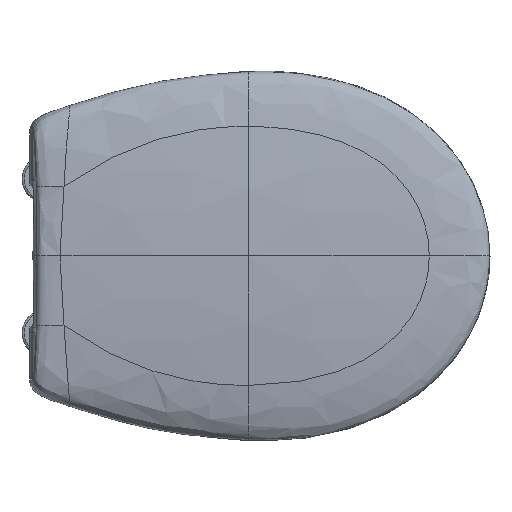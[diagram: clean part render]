
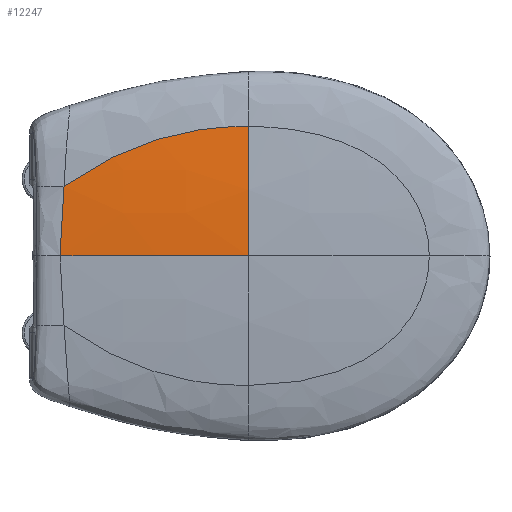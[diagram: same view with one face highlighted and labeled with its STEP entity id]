
A CAD part, top view. The second image highlights one B-rep face of the part: STEP entity #12247.
In plain terms, the highlighted free-form (B-spline) face has degree [3, 3] with [4, 4] control points.
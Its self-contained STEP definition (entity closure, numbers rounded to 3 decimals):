
#66=B_SPLINE_SURFACE_WITH_KNOTS('',3,3,((#24224,#24225,#24226,#24227),(#24228,
#24229,#24230,#24231),(#24232,#24233,#24234,#24235),(#24236,#24237,#24238,
#24239)),.UNSPECIFIED.,.F.,.F.,.F.,(4,4),(4,4),(0.,0.792),(0.,
0.879),.PIECEWISE_BEZIER_KNOTS.);
#1032=B_SPLINE_CURVE_WITH_KNOTS('',3,(#23641,#23642,#23643,#23644),
 .UNSPECIFIED.,.F.,.F.,(4,4),(0.,1.),.UNSPECIFIED.);
#1039=B_SPLINE_CURVE_WITH_KNOTS('',3,(#23824,#23825,#23826,#23827,#23828,
#23829,#23830),.UNSPECIFIED.,.F.,.F.,(4,1,1,1,4),(0.,0.25,0.5,0.75,1.),
 .UNSPECIFIED.);
#1053=B_SPLINE_CURVE_WITH_KNOTS('',3,(#24240,#24241,#24242,#24243),
 .UNSPECIFIED.,.F.,.F.,(4,4),(0.,1.),.UNSPECIFIED.);
#1054=B_SPLINE_CURVE_WITH_KNOTS('',3,(#24245,#24246,#24247,#24248),
 .UNSPECIFIED.,.F.,.F.,(4,4),(0.,1.),.UNSPECIFIED.);
#4727=ORIENTED_EDGE('',*,*,#7637,.T.);
#4728=ORIENTED_EDGE('',*,*,#7644,.T.);
#4729=ORIENTED_EDGE('',*,*,#7658,.F.);
#4730=ORIENTED_EDGE('',*,*,#7659,.F.);
#7637=EDGE_CURVE('',#9393,#9394,#1032,.F.);
#7644=EDGE_CURVE('',#9394,#9399,#1039,.F.);
#7658=EDGE_CURVE('',#9409,#9399,#1053,.F.);
#7659=EDGE_CURVE('',#9393,#9409,#1054,.F.);
#9393=VERTEX_POINT('',#23645);
#9394=VERTEX_POINT('',#23646);
#9399=VERTEX_POINT('',#23822);
#9409=VERTEX_POINT('',#24244);
#10643=EDGE_LOOP('',(#4727,#4728,#4729,#4730));
#11417=FACE_BOUND('',#10643,.T.);
#12247=ADVANCED_FACE('',(#11417),#66,.T.);
#23641=CARTESIAN_POINT('',(198.725,126.918,20.661));
#23642=CARTESIAN_POINT('',(198.725,84.612,26.171));
#23643=CARTESIAN_POINT('',(198.725,42.306,28.571));
#23644=CARTESIAN_POINT('',(198.725,0.,28.571));
#23645=CARTESIAN_POINT('',(198.725,0.,28.571));
#23646=CARTESIAN_POINT('',(198.725,126.918,20.661));
#23822=CARTESIAN_POINT('',(18.07,68.344,27.313));
#23824=CARTESIAN_POINT('',(18.07,68.344,27.313));
#23825=CARTESIAN_POINT('',(35.948,81.068,27.041));
#23826=CARTESIAN_POINT('',(70.755,101.138,25.798));
#23827=CARTESIAN_POINT('',(119.101,118.391,23.642));
#23828=CARTESIAN_POINT('',(162.528,126.068,21.934));
#23829=CARTESIAN_POINT('',(187.446,126.973,21.069));
#23830=CARTESIAN_POINT('',(198.725,126.918,20.661));
#24224=CARTESIAN_POINT('',(198.725,0.,28.571));
#24225=CARTESIAN_POINT('',(136.94,0.,30.838));
#24226=CARTESIAN_POINT('',(75.025,0.,30.665));
#24227=CARTESIAN_POINT('',(12.981,0.,28.864));
#24228=CARTESIAN_POINT('',(198.725,42.567,28.571));
#24229=CARTESIAN_POINT('',(136.94,42.568,30.838));
#24230=CARTESIAN_POINT('',(75.025,42.568,30.664));
#24231=CARTESIAN_POINT('',(12.981,42.568,28.863));
#24232=CARTESIAN_POINT('',(198.725,85.135,26.141));
#24233=CARTESIAN_POINT('',(136.994,85.135,28.407));
#24234=CARTESIAN_POINT('',(75.134,85.135,28.233));
#24235=CARTESIAN_POINT('',(13.144,85.135,26.902));
#24236=CARTESIAN_POINT('',(198.725,127.702,20.559));
#24237=CARTESIAN_POINT('',(137.103,127.701,22.825));
#24238=CARTESIAN_POINT('',(75.351,127.701,22.65));
#24239=CARTESIAN_POINT('',(13.469,127.7,23.22));
#24240=CARTESIAN_POINT('',(18.07,68.344,27.313));
#24241=CARTESIAN_POINT('',(15.42,45.58,28.382));
#24242=CARTESIAN_POINT('',(14.091,22.799,28.896));
#24243=CARTESIAN_POINT('',(14.091,0.,28.896));
#24244=CARTESIAN_POINT('',(14.091,0.,28.896));
#24245=CARTESIAN_POINT('',(14.091,0.,28.896));
#24246=CARTESIAN_POINT('',(75.764,0.,30.667));
#24247=CARTESIAN_POINT('',(137.308,0.,30.825));
#24248=CARTESIAN_POINT('',(198.725,0.,28.571));
